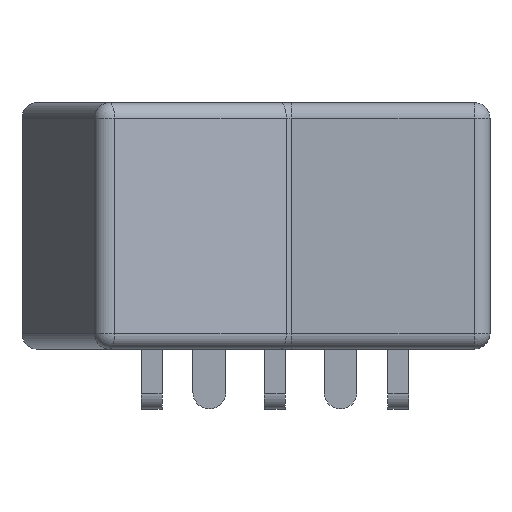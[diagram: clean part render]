
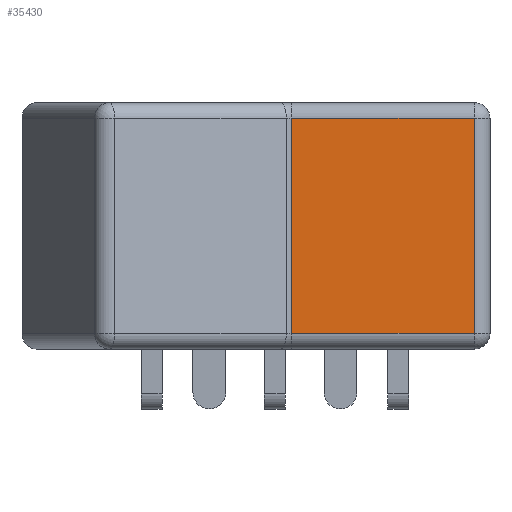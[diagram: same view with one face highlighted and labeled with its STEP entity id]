
A CAD part, front view. The second image highlights one B-rep face of the part: STEP entity #35430.
In plain terms, the highlighted planar face has unit normal (0, -1, 0).
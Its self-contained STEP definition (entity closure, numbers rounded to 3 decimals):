
#34722=DIRECTION('',(1.,0.,0.));
#34723=VECTOR('',#34722,6.964);
#34724=CARTESIAN_POINT('',(0.636,-15.927,4.1));
#34725=LINE('',#34724,#34723);
#34726=DIRECTION('',(0.,0.,-1.));
#34727=VECTOR('',#34726,8.2);
#34728=CARTESIAN_POINT('',(7.6,-15.927,4.1));
#34729=LINE('',#34728,#34727);
#34730=DIRECTION('',(-1.,0.,0.));
#34731=VECTOR('',#34730,6.964);
#34732=CARTESIAN_POINT('',(7.6,-15.927,-4.1));
#34733=LINE('',#34732,#34731);
#34734=DIRECTION('',(0.,0.,1.));
#34735=VECTOR('',#34734,8.2);
#34736=CARTESIAN_POINT('',(0.636,-15.927,-4.1));
#34737=LINE('',#34736,#34735);
#35189=CARTESIAN_POINT('',(0.636,-15.927,4.1));
#35190=CARTESIAN_POINT('',(7.6,-15.927,4.1));
#35191=VERTEX_POINT('',#35189);
#35192=VERTEX_POINT('',#35190);
#35197=CARTESIAN_POINT('',(7.6,-15.927,-4.1));
#35198=VERTEX_POINT('',#35197);
#35201=CARTESIAN_POINT('',(0.636,-15.927,-4.1));
#35202=VERTEX_POINT('',#35201);
#35416=CARTESIAN_POINT('',(0.53,-15.927,-3.4));
#35417=DIRECTION('',(0.,-1.,0.));
#35418=DIRECTION('',(1.,0.,0.));
#35419=AXIS2_PLACEMENT_3D('',#35416,#35417,#35418);
#35420=PLANE('',#35419);
#35422=ORIENTED_EDGE('',*,*,#35421,.T.);
#35424=ORIENTED_EDGE('',*,*,#35423,.T.);
#35425=ORIENTED_EDGE('',*,*,#35399,.T.);
#35427=ORIENTED_EDGE('',*,*,#35426,.T.);
#35428=EDGE_LOOP('',(#35422,#35424,#35425,#35427));
#35429=FACE_OUTER_BOUND('',#35428,.F.);
#35430=ADVANCED_FACE('',(#35429),#35420,.T.);
#35399=EDGE_CURVE('',#35198,#35202,#34733,.T.);
#35421=EDGE_CURVE('',#35191,#35192,#34725,.T.);
#35423=EDGE_CURVE('',#35192,#35198,#34729,.T.);
#35426=EDGE_CURVE('',#35202,#35191,#34737,.T.);
